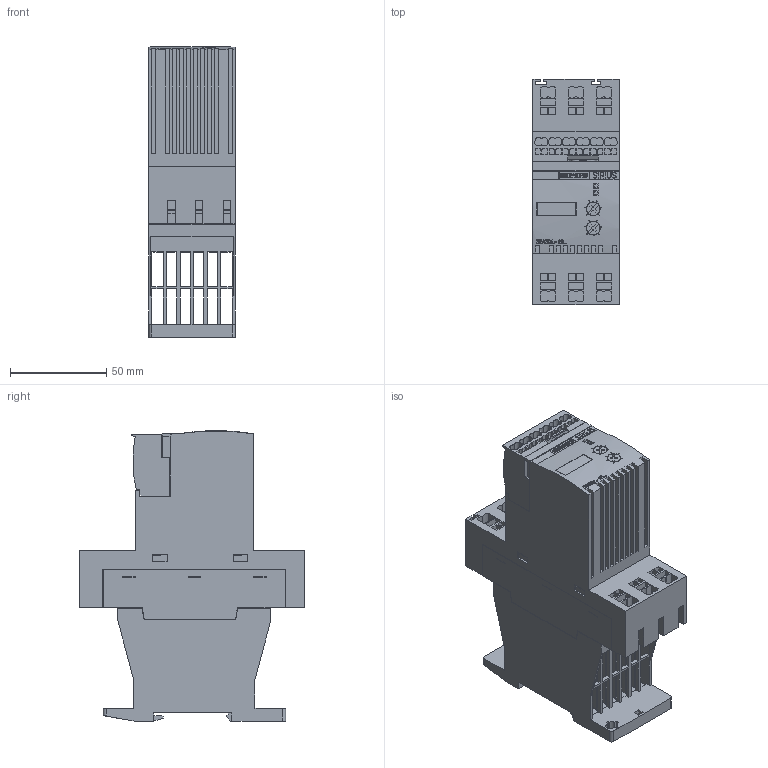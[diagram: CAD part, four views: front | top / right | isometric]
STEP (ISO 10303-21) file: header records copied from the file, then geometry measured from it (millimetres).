
FILE_DESCRIPTION(('STEP AP214'),'1');
FILE_NAME('cctmp_341FEDB4-2CF2-465A-9C99-1FDF8F86E79F_2023_07_21_11_41_08_0174..stp','2023-07-21T09:41:09',('SIEMENS A&D'),('CADClick - www.CADClick.com'),'Spatial InterOp 3D postprocessed',' ','unknown authorization');
FILE_SCHEMA(('AUTOMOTIVE_DESIGN'));
Length unit declared in the file: millimetre
Products named in the file (6): cc_unnamed; 2023_07_21_11_41_08_0111; 2023_07_21_11_41_08_0080; 2023_07_21_11_41_08_0048; 2023_07_21_11_41_08_0017; 2023_07_21_11_41_07_0985
Assembly tree (5 placements, depth 2):
  cc_unnamed
    2023_07_21_11_41_08_0111
    2023_07_21_11_41_08_0080
    2023_07_21_11_41_08_0048
    2023_07_21_11_41_08_0017
    2023_07_21_11_41_07_0985
Bounding box: 45.1 x 117.2 x 150.8 mm (x, y, z)
Volume: 278747.4 mm3; surface area: 144657.1 mm2
Topology: 5 solids, 7 shells, 1803 faces, 5193 edges, 3445 vertices
Faces by surface type: plane 1602, cylinder 201
Entity records: 64589 total; most frequent: CARTESIAN_POINT 10617, ORIENTED_EDGE 10386, DIRECTION 9612, EDGE_CURVE 5193, LINE 4356, VECTOR 4356, VERTEX_POINT 3445, AXIS2_PLACEMENT_3D 2628
